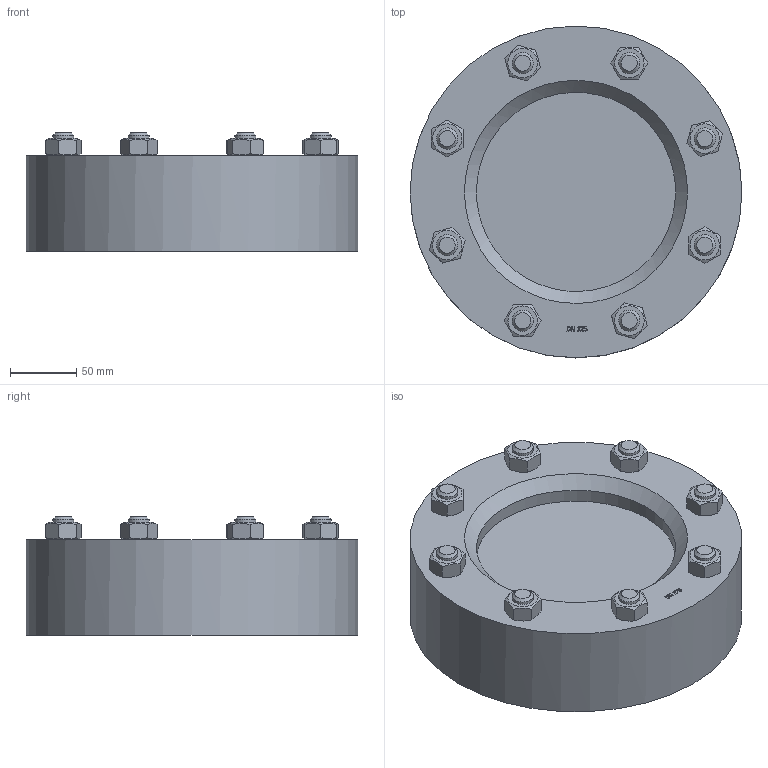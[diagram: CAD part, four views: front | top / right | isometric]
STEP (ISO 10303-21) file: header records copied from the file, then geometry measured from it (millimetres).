
FILE_DESCRIPTION(('HOOPS Exchange Step'),'2;1');
FILE_NAME('BS02_DN125.stp','2025-05-26T11:34:17+02:00',('nieru'),('Unknown organisation'),'HOOPS Exchange 2024.2','HOOPS Exchange','Unknown authorisation');
FILE_SCHEMA( ('AP203_CONFIGURATION_CONTROLLED_3D_DESIGN_OF_MECHANICAL_PARTS_AND_ASSEMBLIES_MIM_LF') );
Length unit declared in the file: millimetre
Products named in the file (1): root
Bounding box: 250 x 250 x 89.23 mm (x, y, z)
Volume: 2762552.3 mm3; surface area: 179724.7 mm2
Topology: 1 solids, 1 shells, 183 faces, 477 edges, 320 vertices
Faces by surface type: plane 113, bspline 33, cone 26, cylinder 11
Full cylindrical faces by diameter (mm): 16 x8, 150 x2, 250 x1
Entity records: 21000 total; most frequent: CARTESIAN_POINT 17040, ORIENTED_EDGE 954, DIRECTION 543, EDGE_CURVE 477, VERTEX_POINT 320, VECTOR 209, LINE 209, EDGE_LOOP 207
